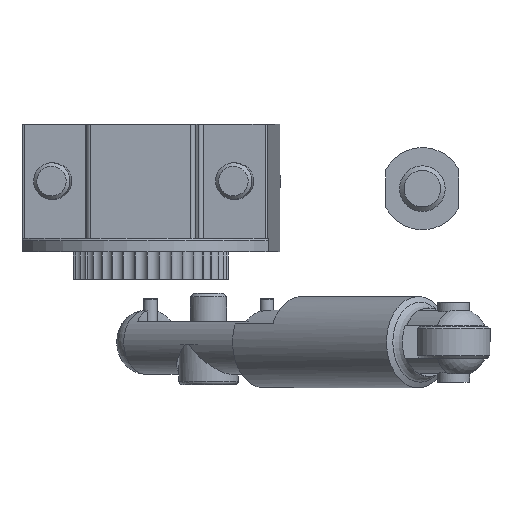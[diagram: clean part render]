
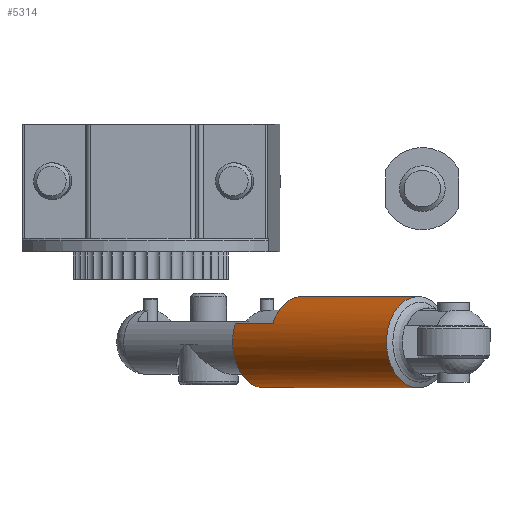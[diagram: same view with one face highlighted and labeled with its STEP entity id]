
A CAD part, left-side view. The second image highlights one B-rep face of the part: STEP entity #5314.
In plain terms, the highlighted cylindrical face has radius 10 mm (diameter 20 mm), a full revolution.
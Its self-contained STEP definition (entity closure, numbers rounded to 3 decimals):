
#214=LINE('',#7468,#447);
#215=LINE('',#7473,#448);
#447=VECTOR('',#6157,1000.);
#448=VECTOR('',#6160,1000.);
#722=ORIENTED_EDGE('',*,*,#1816,.T.);
#723=ORIENTED_EDGE('',*,*,#1817,.F.);
#724=ORIENTED_EDGE('',*,*,#1818,.T.);
#725=ORIENTED_EDGE('',*,*,#1819,.T.);
#726=ORIENTED_EDGE('',*,*,#1820,.F.);
#1816=EDGE_CURVE('',#2364,#2365,#214,.T.);
#1817=EDGE_CURVE('',#2366,#2365,#2746,.T.);
#1818=EDGE_CURVE('',#2366,#2367,#215,.T.);
#1819=EDGE_CURVE('',#2367,#2364,#2747,.T.);
#1820=EDGE_CURVE('',#2368,#2368,#2748,.T.);
#2364=VERTEX_POINT('',#7469);
#2365=VERTEX_POINT('',#7470);
#2366=VERTEX_POINT('',#7472);
#2367=VERTEX_POINT('',#7474);
#2368=VERTEX_POINT('',#7477);
#2746=CIRCLE('',#5589,10.);
#2747=CIRCLE('',#5590,10.);
#2748=CIRCLE('',#5591,10.);
#3029=EDGE_LOOP('',(#722,#723,#724,#725));
#3030=EDGE_LOOP('',(#726));
#3328=FACE_BOUND('',#3029,.T.);
#3329=FACE_BOUND('',#3030,.T.);
#3612=CYLINDRICAL_SURFACE('',#5588,10.);
#5314=ADVANCED_FACE('',(#3328,#3329),#3612,.T.);
#5588=AXIS2_PLACEMENT_3D('',#7467,#6155,#6156);
#5589=AXIS2_PLACEMENT_3D('',#7471,#6158,#6159);
#5590=AXIS2_PLACEMENT_3D('',#7475,#6161,#6162);
#5591=AXIS2_PLACEMENT_3D('',#7476,#6163,#6164);
#6155=DIRECTION('',(-0.69,-0.724,0.));
#6156=DIRECTION('',(0.724,-0.69,0.));
#6157=DIRECTION('',(0.69,0.724,0.));
#6158=DIRECTION('',(0.69,0.724,0.));
#6159=DIRECTION('',(0.724,-0.69,0.));
#6160=DIRECTION('',(-0.69,-0.724,0.));
#6161=DIRECTION('',(-0.69,-0.724,0.));
#6162=DIRECTION('',(0.724,-0.69,0.));
#6163=DIRECTION('',(-0.69,-0.724,0.));
#6164=DIRECTION('',(0.,0.,-1.));
#7467=CARTESIAN_POINT('',(-27.605,-28.987,-65.5));
#7468=CARTESIAN_POINT('',(-34.242,-22.666,-61.5));
#7469=CARTESIAN_POINT('',(-26.016,-14.028,-61.5));
#7470=CARTESIAN_POINT('',(-18.188,-5.809,-61.5));
#7471=CARTESIAN_POINT('',(-11.551,-12.13,-65.5));
#7472=CARTESIAN_POINT('',(-4.914,-18.45,-61.5));
#7473=CARTESIAN_POINT('',(-20.968,-35.307,-61.5));
#7474=CARTESIAN_POINT('',(-12.742,-26.669,-61.5));
#7475=CARTESIAN_POINT('',(-19.379,-20.349,-65.5));
#7476=CARTESIAN_POINT('',(-43.659,-45.844,-65.5));
#7477=CARTESIAN_POINT('',(-43.659,-45.844,-75.5));
